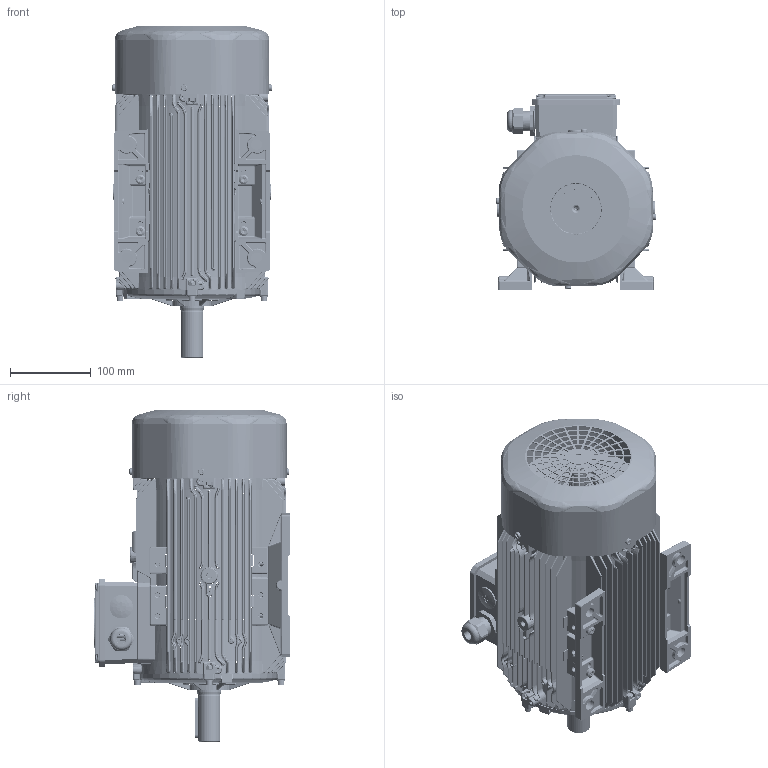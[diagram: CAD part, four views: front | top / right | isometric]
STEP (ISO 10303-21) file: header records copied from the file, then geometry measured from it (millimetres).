
FILE_DESCRIPTION(/* description */ (''),/* implementation_level */ '2;1');
FILE_NAME(/* name */ 'QH100 B3 KTA-M2.stp',/* time_stamp */ '2024-08-01T10:10:00+03:00',/* author */ (''),/* organization */ (''),/* preprocessor_version */ 'ST-DEVELOPER v18.102',/* originating_system */ 'SIEMENS PLM Software NX2206.8101',/* authorisation */ '');
FILE_SCHEMA (('AUTOMOTIVE_DESIGN { 1 0 10303 214 3 1 1 1 }'));
Products named in the file (1): AC_objects
Bounding box: 197.57 x 242.57 x 411.25 mm (x, y, z)
Surface area: 738672.6 mm2 (no closed solid volume)
Topology: 0 solids, 102 shells, 6507 faces, 19446 edges, 12062 vertices
Faces by surface type: bspline 2411, cylinder 1991, plane 1493, cone 275, torus 204, sphere 133
Full cylindrical faces by diameter (mm): 4 x1, 4.5 x1, 5 x1, 6 x4, 6.5 x4, 8 x8, 8.28 x4, 8.5 x1, 9 x1, 10 x1, 10.5 x1, 12 x4, 23.4 x1, 24 x1, 25 x1, 27.4 x1, 28 x1, 29 x1, 30 x1, 43.9 x1, 44.1 x1, 48.9 x1, 49.1 x1, 52 x1, 57.4 x1, 61 x1
Entity records: 264364 total; most frequent: CARTESIAN_POINT 102875, DIRECTION 31719, ORIENTED_EDGE 31716, EDGE_CURVE 18903, AXIS2_PLACEMENT_3D 12731, VERTEX_POINT 11936, EDGE_LOOP 7030, ADVANCED_FACE 6507
